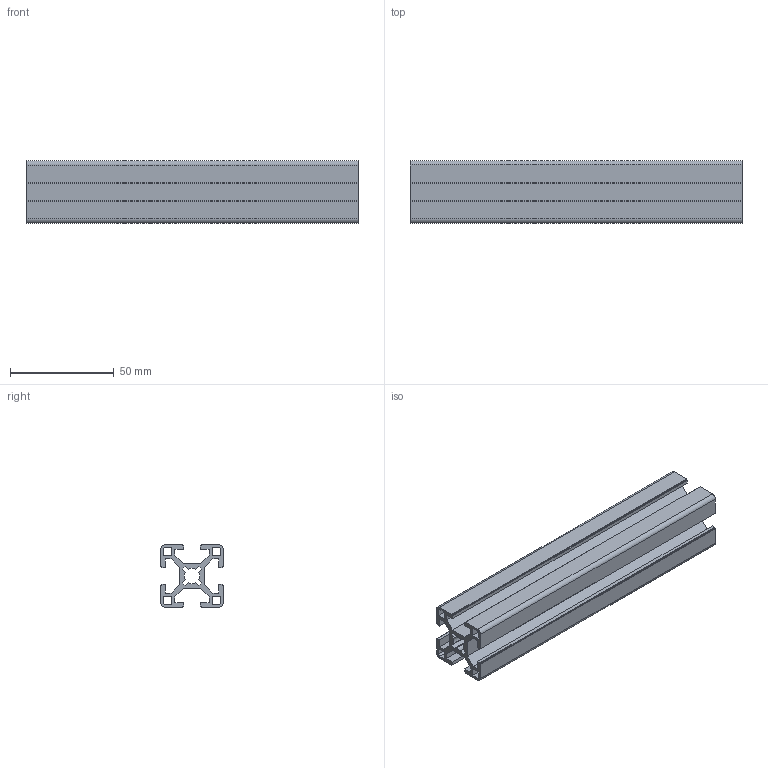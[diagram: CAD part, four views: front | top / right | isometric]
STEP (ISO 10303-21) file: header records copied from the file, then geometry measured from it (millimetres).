
FILE_DESCRIPTION(('STEP AP203'),'1');
FILE_NAME('cctmp_DA5D7CAC-8BC3-49D8-B9B7-2D0449B8072D_2025_06_19_07_49_43_0976_13036..stp','2025-06-19T13:49:44',('KiM GmbH'),('CADClick - www.CADClick.com'),'Spatial InterOp 3D',' ','unknown authorization');
FILE_SCHEMA(('CONFIG_CONTROL_DESIGN'));
Length unit declared in the file: millimetre
Products named in the file (1): 1
Bounding box: 160 x 30 x 30 mm (x, y, z)
Volume: 50216 mm3; surface area: 54899 mm2
Topology: 1 solids, 1 shells, 102 faces, 300 edges, 200 vertices
Faces by surface type: plane 90, cylinder 12
Entity records: 3412 total; most frequent: CARTESIAN_POINT 603, ORIENTED_EDGE 600, DIRECTION 530, EDGE_CURVE 300, LINE 276, VECTOR 276, VERTEX_POINT 200, AXIS2_PLACEMENT_3D 127
